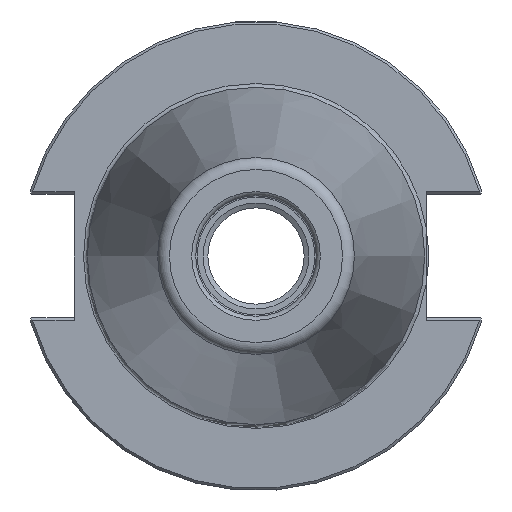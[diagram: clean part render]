
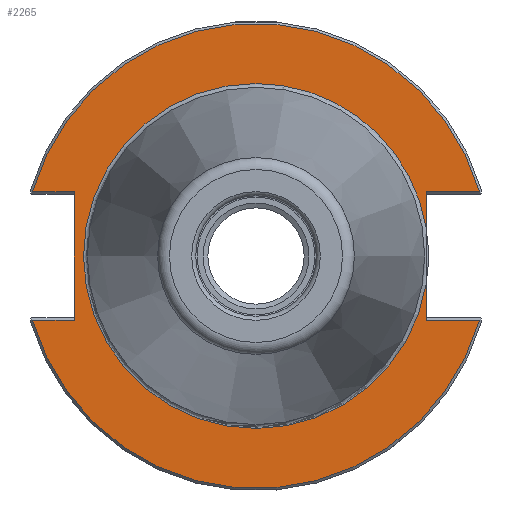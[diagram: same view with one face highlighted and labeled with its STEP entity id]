
A CAD part, left-side view. The second image highlights one B-rep face of the part: STEP entity #2265.
In plain terms, the highlighted planar face has unit normal (-1, 0, 0).
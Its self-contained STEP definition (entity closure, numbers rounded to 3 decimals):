
#120=PLANE('',#2450);
#227=FACE_OUTER_BOUND('',#351,.T.);
#351=EDGE_LOOP('',(#1593,#1594,#1595,#1596,#1597,#1598,#1599,#1600,#1601,
#1602,#1603));
#471=LINE('',#3459,#594);
#475=LINE('',#3467,#598);
#476=LINE('',#3471,#599);
#477=LINE('',#3473,#600);
#478=LINE('',#3475,#601);
#479=LINE('',#3479,#602);
#480=LINE('',#3481,#603);
#594=VECTOR('',#2799,10.);
#598=VECTOR('',#2805,10.);
#599=VECTOR('',#2808,10.);
#600=VECTOR('',#2809,10.);
#601=VECTOR('',#2810,10.);
#602=VECTOR('',#2813,10.);
#603=VECTOR('',#2814,10.);
#750=CIRCLE('',#2451,48.25);
#751=CIRCLE('',#2452,48.25);
#752=CIRCLE('',#2453,35.8);
#753=CIRCLE('',#2454,35.8);
#903=VERTEX_POINT('',#3454);
#904=VERTEX_POINT('',#3458);
#907=VERTEX_POINT('',#3466);
#908=VERTEX_POINT('',#3468);
#909=VERTEX_POINT('',#3470);
#910=VERTEX_POINT('',#3472);
#911=VERTEX_POINT('',#3474);
#912=VERTEX_POINT('',#3476);
#913=VERTEX_POINT('',#3478);
#914=VERTEX_POINT('',#3480);
#915=VERTEX_POINT('',#3482);
#1173=EDGE_CURVE('',#903,#904,#471,.T.);
#1177=EDGE_CURVE('',#907,#904,#475,.T.);
#1178=EDGE_CURVE('',#908,#903,#750,.T.);
#1179=EDGE_CURVE('',#909,#908,#476,.T.);
#1180=EDGE_CURVE('',#909,#910,#477,.T.);
#1181=EDGE_CURVE('',#911,#910,#478,.T.);
#1182=EDGE_CURVE('',#912,#911,#751,.T.);
#1183=EDGE_CURVE('',#913,#912,#479,.T.);
#1184=EDGE_CURVE('',#913,#914,#480,.T.);
#1185=EDGE_CURVE('',#914,#915,#752,.T.);
#1186=EDGE_CURVE('',#915,#907,#753,.T.);
#1593=ORIENTED_EDGE('',*,*,#1177,.T.);
#1594=ORIENTED_EDGE('',*,*,#1173,.F.);
#1595=ORIENTED_EDGE('',*,*,#1178,.F.);
#1596=ORIENTED_EDGE('',*,*,#1179,.F.);
#1597=ORIENTED_EDGE('',*,*,#1180,.T.);
#1598=ORIENTED_EDGE('',*,*,#1181,.F.);
#1599=ORIENTED_EDGE('',*,*,#1182,.F.);
#1600=ORIENTED_EDGE('',*,*,#1183,.F.);
#1601=ORIENTED_EDGE('',*,*,#1184,.T.);
#1602=ORIENTED_EDGE('',*,*,#1185,.T.);
#1603=ORIENTED_EDGE('',*,*,#1186,.T.);
#2265=ADVANCED_FACE('',(#227),#120,.T.);
#2450=AXIS2_PLACEMENT_3D('',#3465,#2803,#2804);
#2451=AXIS2_PLACEMENT_3D('',#3469,#2806,#2807);
#2452=AXIS2_PLACEMENT_3D('',#3477,#2811,#2812);
#2453=AXIS2_PLACEMENT_3D('',#3483,#2815,#2816);
#2454=AXIS2_PLACEMENT_3D('',#3484,#2817,#2818);
#2799=DIRECTION('',(0.,1.,0.));
#2803=DIRECTION('center_axis',(-1.,0.,0.));
#2804=DIRECTION('ref_axis',(0.,0.,1.));
#2805=DIRECTION('',(0.,0.,1.));
#2806=DIRECTION('center_axis',(1.,0.,0.));
#2807=DIRECTION('ref_axis',(0.,0.,-1.));
#2808=DIRECTION('',(0.,1.,0.));
#2809=DIRECTION('',(0.,0.,-1.));
#2810=DIRECTION('',(0.,-1.,0.));
#2811=DIRECTION('center_axis',(1.,0.,0.));
#2812=DIRECTION('ref_axis',(0.,0.,-1.));
#2813=DIRECTION('',(0.,-1.,0.));
#2814=DIRECTION('',(0.,0.,1.));
#2815=DIRECTION('center_axis',(1.,0.,0.));
#2816=DIRECTION('ref_axis',(0.,0.,-1.));
#2817=DIRECTION('center_axis',(1.,0.,0.));
#2818=DIRECTION('ref_axis',(0.,0.,-1.));
#3454=CARTESIAN_POINT('',(1.5,-46.373,13.325));
#3458=CARTESIAN_POINT('',(1.5,-35.3,13.325));
#3459=CARTESIAN_POINT('',(1.5,6.475,13.325));
#3465=CARTESIAN_POINT('Origin',(1.5,48.25,0.));
#3466=CARTESIAN_POINT('',(1.5,-35.3,5.962));
#3467=CARTESIAN_POINT('',(1.5,-35.3,-6.413));
#3468=CARTESIAN_POINT('',(1.5,46.373,13.325));
#3469=CARTESIAN_POINT('Origin',(1.5,0.,
0.));
#3470=CARTESIAN_POINT('',(1.5,37.7,13.325));
#3471=CARTESIAN_POINT('',(1.5,61.395,13.325));
#3472=CARTESIAN_POINT('',(1.5,37.7,-13.325));
#3473=CARTESIAN_POINT('',(1.5,37.7,6.413));
#3474=CARTESIAN_POINT('',(1.5,46.373,-13.325));
#3475=CARTESIAN_POINT('',(1.5,42.975,-13.325));
#3476=CARTESIAN_POINT('',(1.5,-46.373,-13.325));
#3477=CARTESIAN_POINT('Origin',(1.5,0.,
0.));
#3478=CARTESIAN_POINT('',(1.5,-35.3,-13.325));
#3479=CARTESIAN_POINT('',(1.5,-13.707,-13.325));
#3480=CARTESIAN_POINT('',(1.5,-35.3,-5.962));
#3481=CARTESIAN_POINT('',(1.5,-35.3,-6.413));
#3482=CARTESIAN_POINT('',(1.5,0.,35.8));
#3483=CARTESIAN_POINT('Origin',(1.5,0.,
0.));
#3484=CARTESIAN_POINT('Origin',(1.5,0.,
0.));
